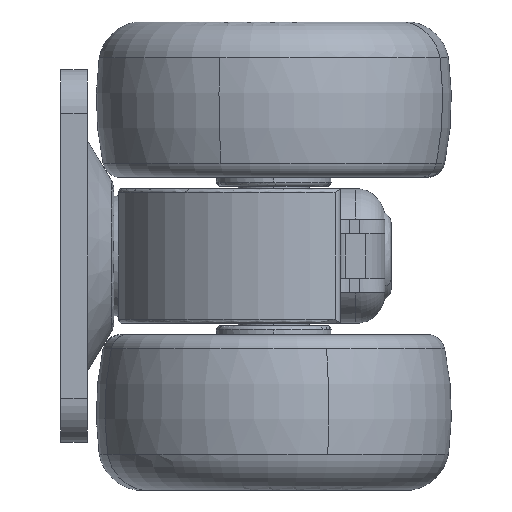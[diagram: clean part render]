
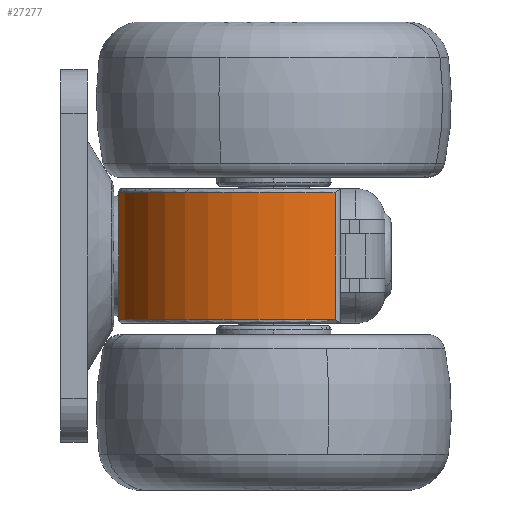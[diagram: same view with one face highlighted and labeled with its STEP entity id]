
A CAD part, left-side view. The second image highlights one B-rep face of the part: STEP entity #27277.
In plain terms, the highlighted cylindrical face has radius 17.5 mm (diameter 35 mm), a partial arc.
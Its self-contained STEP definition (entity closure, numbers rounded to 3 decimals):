
#593 = CARTESIAN_POINT ( 'NONE',  ( -7.108, 3.303, -2.719 ) ) ;
#801 = CARTESIAN_POINT ( 'NONE',  ( -5.165, 2.613, 5.588 ) ) ;
#1007 = CARTESIAN_POINT ( 'NONE',  ( -3.975, 2.056, -6.487 ) ) ;
#1277 = EDGE_CURVE ( 'NONE', #32414, #13652, #2540, .T. ) ;
#1341 = DIRECTION ( 'NONE',  ( -1., 0., 0. ) ) ;
#1432 = CARTESIAN_POINT ( 'NONE',  ( -5.694, 2.825, 5.038 ) ) ;
#1940 = CARTESIAN_POINT ( 'NONE',  ( -2.711, 1.331, -7.1 ) ) ;
#2540 = LINE ( 'NONE', #8172, #20647 ) ;
#3686 = CARTESIAN_POINT ( 'NONE',  ( -3.029, 1.531, -6.978 ) ) ;
#4297 = CARTESIAN_POINT ( 'NONE',  ( -7.351, 3.372, -1.966 ) ) ;
#4509 = CARTESIAN_POINT ( 'NONE',  ( -2.711, 1.331, 7.1 ) ) ;
#4945 = CARTESIAN_POINT ( 'NONE',  ( -12., -13.5, -7.6 ) ) ;
#4989 = EDGE_CURVE ( 'NONE', #32414, #32012, #17005, .T. ) ;
#6015 = CIRCLE ( 'NONE', #7376, 17.5 ) ;
#7010 = CARTESIAN_POINT ( 'NONE',  ( -7.568, 3.43, 0.791 ) ) ;
#7224 = CARTESIAN_POINT ( 'NONE',  ( -6.397, 3.081, -4.12 ) ) ;
#7376 = AXIS2_PLACEMENT_3D ( 'NONE', #29747, #39258, #1341 ) ;
#7454 = CARTESIAN_POINT ( 'NONE',  ( -3.349, 1.716, -6.832 ) ) ;
#7650 = CARTESIAN_POINT ( 'NONE',  ( -4.876, 2.488, -5.841 ) ) ;
#8172 = CARTESIAN_POINT ( 'NONE',  ( -28.085, -20.394, 10. ) ) ;
#8329 = B_SPLINE_CURVE_WITH_KNOTS ( 'NONE', 3,
 ( #4509, #38714, #16757, #10397, #32721, #17183, #801, #35829, #1432, #16339, #22798, #14065, #10991, #29402, #32310, #38525, #13448, #7010, #26702, #35628, #19887, #23427, #4297, #593, #16552, #26507, #7224, #36023, #20518, #13671, #7650, #39336, #1007, #7454, #3686, #16968 ),
 .UNSPECIFIED., .F., .F.,
 ( 4, 2, 2, 2, 2, 2, 2, 2, 2, 2, 2, 2, 2, 2, 2, 2, 2, 4 ),
 ( 0., 0.062, 0.125, 0.187, 0.219, 0.25, 0.312, 0.375, 0.437, 0.5, 0.563, 0.625, 0.688, 0.75, 0.813, 0.875, 0.938, 1. ),
 .UNSPECIFIED. ) ;
#9693 = ORIENTED_EDGE ( 'NONE', *, *, #17698, .T. ) ;
#10023 = FACE_OUTER_BOUND ( 'NONE', #30841, .T. ) ;
#10397 = CARTESIAN_POINT ( 'NONE',  ( -3.978, 2.057, 6.486 ) ) ;
#10655 = DIRECTION ( 'NONE',  ( 0.65, -0.76, 0. ) ) ;
#10991 = CARTESIAN_POINT ( 'NONE',  ( -6.604, 3.148, 3.781 ) ) ;
#13301 = CYLINDRICAL_SURFACE ( 'NONE', #17272, 17.5 ) ;
#13448 = CARTESIAN_POINT ( 'NONE',  ( -7.445, 3.397, 1.575 ) ) ;
#13652 = VERTEX_POINT ( 'NONE', #35230 ) ;
#13671 = CARTESIAN_POINT ( 'NONE',  ( -5.162, 2.611, -5.59 ) ) ;
#14065 = CARTESIAN_POINT ( 'NONE',  ( -6.402, 3.082, 4.114 ) ) ;
#14298 = DIRECTION ( 'NONE',  ( 0., 0., -1. ) ) ;
#16339 = CARTESIAN_POINT ( 'NONE',  ( -5.942, 2.919, 4.742 ) ) ;
#16552 = CARTESIAN_POINT ( 'NONE',  ( -6.958, 3.259, -3.082 ) ) ;
#16757 = CARTESIAN_POINT ( 'NONE',  ( -3.352, 1.718, 6.83 ) ) ;
#16968 = CARTESIAN_POINT ( 'NONE',  ( -2.711, 1.331, -7.1 ) ) ;
#17005 = CIRCLE ( 'NONE', #40842, 17.5 ) ;
#17183 = CARTESIAN_POINT ( 'NONE',  ( -4.88, 2.489, 5.838 ) ) ;
#17272 = AXIS2_PLACEMENT_3D ( 'NONE', #4945, #14298, #10655 ) ;
#17698 = EDGE_CURVE ( 'NONE', #32012, #32028, #8329, .T. ) ;
#19887 = CARTESIAN_POINT ( 'NONE',  ( -7.569, 3.43, -0.795 ) ) ;
#20433 = CARTESIAN_POINT ( 'NONE',  ( -2.711, 1.331, 7.1 ) ) ;
#20518 = CARTESIAN_POINT ( 'NONE',  ( -5.696, 2.828, -5.046 ) ) ;
#20647 = VECTOR ( 'NONE', #33661, 1000. ) ;
#22388 = DIRECTION ( 'NONE',  ( -1., 0., 0. ) ) ;
#22798 = CARTESIAN_POINT ( 'NONE',  ( -6.062, 2.962, 4.588 ) ) ;
#23427 = CARTESIAN_POINT ( 'NONE',  ( -7.444, 3.397, -1.578 ) ) ;
#26507 = CARTESIAN_POINT ( 'NONE',  ( -6.602, 3.148, -3.783 ) ) ;
#26702 = CARTESIAN_POINT ( 'NONE',  ( -7.6, 3.438, 0.393 ) ) ;
#27277 = ADVANCED_FACE ( 'NONE', ( #10023 ), #13301, .T. ) ;
#29227 = ORIENTED_EDGE ( 'NONE', *, *, #1277, .F. ) ;
#29402 = CARTESIAN_POINT ( 'NONE',  ( -6.959, 3.259, 3.078 ) ) ;
#29747 = CARTESIAN_POINT ( 'NONE',  ( -12., -13.5, -7.1 ) ) ;
#30841 = EDGE_LOOP ( 'NONE', ( #29227, #31875, #9693, #34353 ) ) ;
#31875 = ORIENTED_EDGE ( 'NONE', *, *, #4989, .T. ) ;
#32012 = VERTEX_POINT ( 'NONE', #20433 ) ;
#32028 = VERTEX_POINT ( 'NONE', #1940 ) ;
#32310 = CARTESIAN_POINT ( 'NONE',  ( -7.11, 3.304, 2.711 ) ) ;
#32414 = VERTEX_POINT ( 'NONE', #34419 ) ;
#32721 = CARTESIAN_POINT ( 'NONE',  ( -4.287, 2.212, 6.286 ) ) ;
#33661 = DIRECTION ( 'NONE',  ( 0., 0., -1. ) ) ;
#34353 = ORIENTED_EDGE ( 'NONE', *, *, #37445, .F. ) ;
#34419 = CARTESIAN_POINT ( 'NONE',  ( -28.085, -20.394, 7.1 ) ) ;
#34579 = DIRECTION ( 'NONE',  ( 0., 0., -1. ) ) ;
#35230 = CARTESIAN_POINT ( 'NONE',  ( -28.085, -20.394, -7.1 ) ) ;
#35628 = CARTESIAN_POINT ( 'NONE',  ( -7.6, 3.438, -0.4 ) ) ;
#35829 = CARTESIAN_POINT ( 'NONE',  ( -5.566, 2.775, 5.179 ) ) ;
#36023 = CARTESIAN_POINT ( 'NONE',  ( -5.944, 2.92, -4.752 ) ) ;
#37445 = EDGE_CURVE ( 'NONE', #13652, #32028, #6015, .T. ) ;
#38525 = CARTESIAN_POINT ( 'NONE',  ( -7.354, 3.372, 1.959 ) ) ;
#38714 = CARTESIAN_POINT ( 'NONE',  ( -3.029, 1.531, 6.978 ) ) ;
#39258 = DIRECTION ( 'NONE',  ( 0., 0., -1. ) ) ;
#39336 = CARTESIAN_POINT ( 'NONE',  ( -4.282, 2.21, -6.29 ) ) ;
#40815 = CARTESIAN_POINT ( 'NONE',  ( -12., -13.5, 7.1 ) ) ;
#40842 = AXIS2_PLACEMENT_3D ( 'NONE', #40815, #34579, #22388 ) ;
